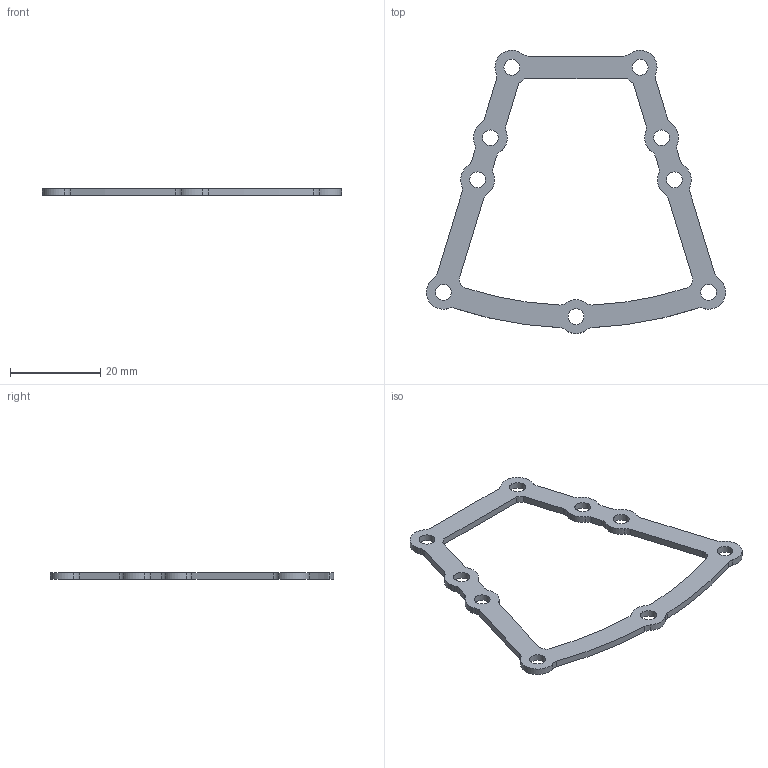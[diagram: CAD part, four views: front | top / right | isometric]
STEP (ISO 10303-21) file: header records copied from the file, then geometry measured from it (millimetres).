
FILE_DESCRIPTION(/* description */ (''),/* implementation_level */ '2;1');
FILE_NAME(/* name */ '6th_frame.step',/* time_stamp */ '2025-07-15T13:10:32+09:00',/* author */ (''),/* organization */ (''),/* preprocessor_version */ 'ST-DEVELOPER v20.1',/* originating_system */ 'Autodesk Translation Framework v14.10.0.0',/* authorisation */ '');
FILE_SCHEMA (('AUTOMOTIVE_DESIGN { 1 0 10303 214 3 1 1 }'));
Length unit declared in the file: millimetre
Products named in the file (1): 6th_frame_7
Bounding box: 66.23 x 62.72 x 1.5 mm (x, y, z)
Volume: 1450.2 mm3; surface area: 2674.4 mm2
Topology: 1 solids, 1 shells, 75 faces, 219 edges, 146 vertices
Faces by surface type: cylinder 59, plane 16
Full cylindrical faces by diameter (mm): 3.5 x9
Entity records: 2631 total; most frequent: DIRECTION 489, CARTESIAN_POINT 441, ORIENTED_EDGE 438, EDGE_CURVE 219, AXIS2_PLACEMENT_3D 194, VERTEX_POINT 146, CIRCLE 118, LINE 101
